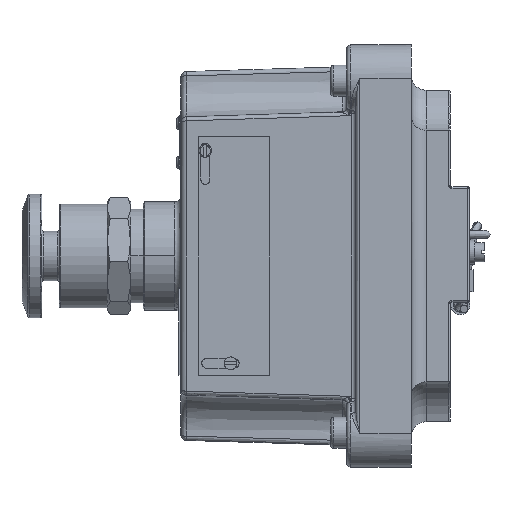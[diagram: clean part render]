
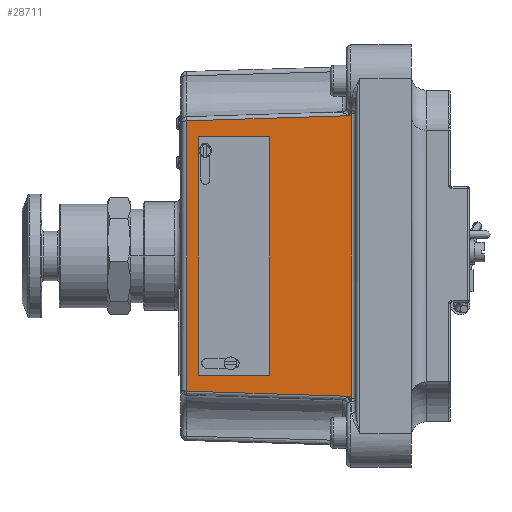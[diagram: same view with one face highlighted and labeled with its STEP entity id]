
A CAD part, left-side view. The second image highlights one B-rep face of the part: STEP entity #28711.
In plain terms, the highlighted planar face has unit normal (-1, 0.03, 0).
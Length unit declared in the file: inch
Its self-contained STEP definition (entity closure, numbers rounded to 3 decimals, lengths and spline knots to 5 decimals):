
#433 = DIRECTION ( 'NONE',  ( 0.031, 1., 0. ) ) ;
#704 = VECTOR ( 'NONE', #32312, 39.37008 ) ;
#722 = VERTEX_POINT ( 'NONE', #17449 ) ;
#1033 = CARTESIAN_POINT ( 'NONE',  ( -1.52296, 0.76683, -2.235 ) ) ;
#1131 = ORIENTED_EDGE ( 'NONE', *, *, #5545, .F. ) ;
#1223 = CARTESIAN_POINT ( 'NONE',  ( -1.48099, 2.14043, 1.72064 ) ) ;
#2213 = CARTESIAN_POINT ( 'NONE',  ( -1.52296, 0.76683, -1.78894 ) ) ;
#2400 = EDGE_CURVE ( 'NONE', #18907, #24985, #10416, .T. ) ;
#2837 = VECTOR ( 'NONE', #18847, 39.37008 ) ;
#3829 = DIRECTION ( 'NONE',  ( -1., 0.031, 0. ) ) ;
#4130 = EDGE_CURVE ( 'NONE', #33122, #18907, #36290, .T. ) ;
#4571 = FACE_BOUND ( 'NONE', #21640, .T. ) ;
#4867 = CARTESIAN_POINT ( 'NONE',  ( -1.52321, 0.75867, -1.78897 ) ) ;
#4906 = VECTOR ( 'NONE', #26980, 39.37008 ) ;
#5215 = CARTESIAN_POINT ( 'NONE',  ( -1.52296, 0.76683, 1.78894 ) ) ;
#5545 = EDGE_CURVE ( 'NONE', #6495, #22527, #26818, .T. ) ;
#5584 = CARTESIAN_POINT ( 'NONE',  ( -1.49176, 1.78801, 1.5 ) ) ;
#6495 = VERTEX_POINT ( 'NONE', #22804 ) ;
#6677 =( BOUNDED_CURVE ( )  B_SPLINE_CURVE ( 3, ( #24823, #4867, #27462, #7688 ),
 .UNSPECIFIED., .F., .F. ) 
 B_SPLINE_CURVE_WITH_KNOTS ( ( 4, 4 ),
 ( 5.0328, 5.03384 ),
 .UNSPECIFIED. ) 
 CURVE ( )  GEOMETRIC_REPRESENTATION_ITEM ( )  RATIONAL_B_SPLINE_CURVE ( ( 1., 1., 1., 1. ) ) 
 REPRESENTATION_ITEM ( '' )  );
#6724 = CARTESIAN_POINT ( 'NONE',  ( -1.52336, 0.75357, 1.78902 ) ) ;
#6839 = AXIS2_PLACEMENT_3D ( 'NONE', #20909, #3829, #23809 ) ;
#6931 = B_SPLINE_CURVE_WITH_KNOTS ( 'NONE', 3,
 ( #13631, #30722, #7891, #33589 ),
 .UNSPECIFIED., .F., .F.,
 ( 4, 4 ),
 ( 0., 0.00008 ),
 .UNSPECIFIED. ) ;
#6946 = CARTESIAN_POINT ( 'NONE',  ( -1.46458, 2.6776, -1.5 ) ) ;
#7147 = CARTESIAN_POINT ( 'NONE',  ( -1.46001, 2.82729, 1.70024 ) ) ;
#7613 = CARTESIAN_POINT ( 'NONE',  ( -1.49176, 1.78801, -1.5 ) ) ;
#7688 = CARTESIAN_POINT ( 'NONE',  ( -1.52352, 0.74847, -1.78908 ) ) ;
#7736 = DIRECTION ( 'NONE',  ( 0., 0., -1. ) ) ;
#7891 = CARTESIAN_POINT ( 'NONE',  ( -1.52299, 0.76581, 1.78892 ) ) ;
#7918 = EDGE_CURVE ( 'NONE', #8493, #23996, #18017, .T. ) ;
#8493 = VERTEX_POINT ( 'NONE', #20787 ) ;
#8569 = ORIENTED_EDGE ( 'NONE', *, *, #20518, .T. ) ;
#8779 = EDGE_CURVE ( 'NONE', #31855, #13393, #6931, .T. ) ;
#9326 = CARTESIAN_POINT ( 'NONE',  ( -1.52296, 0.76683, -1.78894 ) ) ;
#9381 = B_SPLINE_CURVE_WITH_KNOTS ( 'NONE', 3,
 ( #30278, #27437, #33133, #16045 ),
 .UNSPECIFIED., .F., .F.,
 ( 4, 4 ),
 ( 0., 0.05239 ),
 .UNSPECIFIED. ) ;
#9439 = CARTESIAN_POINT ( 'NONE',  ( -1.52352, 0.74847, 1.82708 ) ) ;
#9552 = EDGE_CURVE ( 'NONE', #13393, #33122, #15970, .T. ) ;
#9554 = EDGE_CURVE ( 'NONE', #31176, #31855, #14030, .T. ) ;
#9707 = CARTESIAN_POINT ( 'NONE',  ( -1.52305, 0.76377, 1.78892 ) ) ;
#9789 = VERTEX_POINT ( 'NONE', #5584 ) ;
#10352 = DIRECTION ( 'NONE',  ( 0., 0., 1. ) ) ;
#10376 = VECTOR ( 'NONE', #7736, 39.37008 ) ;
#10416 = LINE ( 'NONE', #15957, #2837 ) ;
#10675 = VECTOR ( 'NONE', #10352, 39.37008 ) ;
#10990 = EDGE_CURVE ( 'NONE', #24985, #8493, #9381, .T. ) ;
#11341 = CARTESIAN_POINT ( 'NONE',  ( -1.52305, 0.76377, -1.78892 ) ) ;
#12738 = ORIENTED_EDGE ( 'NONE', *, *, #4130, .T. ) ;
#13393 = VERTEX_POINT ( 'NONE', #5215 ) ;
#13631 = CARTESIAN_POINT ( 'NONE',  ( -1.52305, 0.76377, 1.78892 ) ) ;
#14030 =( BOUNDED_CURVE ( )  B_SPLINE_CURVE ( 3, ( #32438, #6724, #26875, #9707 ),
 .UNSPECIFIED., .F., .T. ) 
 B_SPLINE_CURVE_WITH_KNOTS ( ( 4, 4 ),
 ( 1.24934, 1.25039 ),
 .UNSPECIFIED. ) 
 CURVE ( )  GEOMETRIC_REPRESENTATION_ITEM ( )  RATIONAL_B_SPLINE_CURVE ( ( 1., 1., 1., 1. ) ) 
 REPRESENTATION_ITEM ( '' )  );
#14073 = LINE ( 'NONE', #34253, #29263 ) ;
#14684 = CARTESIAN_POINT ( 'NONE',  ( -1.52296, 0.76683, 1.76543 ) ) ;
#15040 = EDGE_CURVE ( 'NONE', #29644, #31176, #33773, .T. ) ;
#15080 = CARTESIAN_POINT ( 'NONE',  ( -1.52305, 0.76377, -1.78892 ) ) ;
#15957 = CARTESIAN_POINT ( 'NONE',  ( -1.46001, 2.82729, -1.74889 ) ) ;
#15970 = LINE ( 'NONE', #1033, #704 ) ;
#16045 = CARTESIAN_POINT ( 'NONE',  ( -1.52296, 0.76683, -1.76543 ) ) ;
#16806 = ORIENTED_EDGE ( 'NONE', *, *, #26021, .T. ) ;
#16928 = CARTESIAN_POINT ( 'NONE',  ( -1.46001, 2.82729, -1.70024 ) ) ;
#17449 = CARTESIAN_POINT ( 'NONE',  ( -1.46458, 2.6776, 1.5 ) ) ;
#17706 = ORIENTED_EDGE ( 'NONE', *, *, #9552, .T. ) ;
#18017 = LINE ( 'NONE', #24862, #10376 ) ;
#18151 = B_SPLINE_CURVE_WITH_KNOTS ( 'NONE', 3,
 ( #9326, #26482, #32168, #15080 ),
 .UNSPECIFIED., .F., .F.,
 ( 4, 4 ),
 ( 0., 0.00008 ),
 .UNSPECIFIED. ) ;
#18847 = DIRECTION ( 'NONE',  ( 0., 0., -1. ) ) ;
#18907 = VERTEX_POINT ( 'NONE', #34553 ) ;
#19793 = DIRECTION ( 'NONE',  ( 0., 0., -1. ) ) ;
#20504 = CARTESIAN_POINT ( 'NONE',  ( -1.46458, 2.6776, 1.5 ) ) ;
#20518 = EDGE_CURVE ( 'NONE', #33932, #29644, #6677, .T. ) ;
#20787 = CARTESIAN_POINT ( 'NONE',  ( -1.52296, 0.76683, -1.76543 ) ) ;
#20909 = CARTESIAN_POINT ( 'NONE',  ( -1.525, 0.7, -2.235 ) ) ;
#21640 = EDGE_LOOP ( 'NONE', ( #1131, #30817, #34286, #34001 ) ) ;
#22527 = VERTEX_POINT ( 'NONE', #7613 ) ;
#22804 = CARTESIAN_POINT ( 'NONE',  ( -1.46458, 2.6776, -1.5 ) ) ;
#23397 = VECTOR ( 'NONE', #433, 39.37008 ) ;
#23508 = ORIENTED_EDGE ( 'NONE', *, *, #8779, .T. ) ;
#23557 = PLANE ( 'NONE',  #6839 ) ;
#23809 = DIRECTION ( 'NONE',  ( -0.031, -1., 0. ) ) ;
#23996 = VERTEX_POINT ( 'NONE', #2213 ) ;
#24285 = CARTESIAN_POINT ( 'NONE',  ( -1.52296, 0.76683, 1.76543 ) ) ;
#24823 = CARTESIAN_POINT ( 'NONE',  ( -1.52305, 0.76377, -1.78892 ) ) ;
#24862 = CARTESIAN_POINT ( 'NONE',  ( -1.52296, 0.76683, -1.82623 ) ) ;
#24985 = VERTEX_POINT ( 'NONE', #16928 ) ;
#25098 = ORIENTED_EDGE ( 'NONE', *, *, #7918, .T. ) ;
#26021 = EDGE_CURVE ( 'NONE', #23996, #33932, #18151, .T. ) ;
#26469 = FACE_OUTER_BOUND ( 'NONE', #29353, .T. ) ;
#26482 = CARTESIAN_POINT ( 'NONE',  ( -1.52299, 0.76581, -1.78892 ) ) ;
#26818 = LINE ( 'NONE', #6946, #4906 ) ;
#26875 = CARTESIAN_POINT ( 'NONE',  ( -1.52321, 0.75867, 1.78897 ) ) ;
#26980 = DIRECTION ( 'NONE',  ( -0.031, -1., 0. ) ) ;
#27266 = ORIENTED_EDGE ( 'NONE', *, *, #2400, .T. ) ;
#27437 = CARTESIAN_POINT ( 'NONE',  ( -1.48099, 2.14043, -1.72064 ) ) ;
#27462 = CARTESIAN_POINT ( 'NONE',  ( -1.52336, 0.75357, -1.78902 ) ) ;
#27499 = CARTESIAN_POINT ( 'NONE',  ( -1.49176, 1.78801, -1.5 ) ) ;
#28711 = ADVANCED_FACE ( 'NONE', ( #26469, #4571 ), #23557, .T. ) ;
#29263 = VECTOR ( 'NONE', #19793, 39.37008 ) ;
#29353 = EDGE_LOOP ( 'NONE', ( #25098, #16806, #8569, #36374, #29436, #23508, #17706, #12738, #27266, #35001 ) ) ;
#29419 = DIRECTION ( 'NONE',  ( 0., 0., 1. ) ) ;
#29436 = ORIENTED_EDGE ( 'NONE', *, *, #9554, .T. ) ;
#29644 = VERTEX_POINT ( 'NONE', #36420 ) ;
#30014 = EDGE_CURVE ( 'NONE', #22527, #9789, #33458, .T. ) ;
#30278 = CARTESIAN_POINT ( 'NONE',  ( -1.46001, 2.82729, -1.70024 ) ) ;
#30722 = CARTESIAN_POINT ( 'NONE',  ( -1.52302, 0.76479, 1.78891 ) ) ;
#30817 = ORIENTED_EDGE ( 'NONE', *, *, #37077, .F. ) ;
#30934 = LINE ( 'NONE', #20504, #23397 ) ;
#31176 = VERTEX_POINT ( 'NONE', #36303 ) ;
#31855 = VERTEX_POINT ( 'NONE', #32861 ) ;
#32168 = CARTESIAN_POINT ( 'NONE',  ( -1.52302, 0.76479, -1.78891 ) ) ;
#32312 = DIRECTION ( 'NONE',  ( 0., 0., -1. ) ) ;
#32438 = CARTESIAN_POINT ( 'NONE',  ( -1.52352, 0.74847, 1.78908 ) ) ;
#32737 = CARTESIAN_POINT ( 'NONE',  ( -1.50198, 1.4536, 1.74219 ) ) ;
#32861 = CARTESIAN_POINT ( 'NONE',  ( -1.52305, 0.76377, 1.78892 ) ) ;
#33122 = VERTEX_POINT ( 'NONE', #14684 ) ;
#33133 = CARTESIAN_POINT ( 'NONE',  ( -1.50198, 1.4536, -1.74219 ) ) ;
#33458 = LINE ( 'NONE', #27499, #10675 ) ;
#33549 = EDGE_CURVE ( 'NONE', #9789, #722, #30934, .T. ) ;
#33589 = CARTESIAN_POINT ( 'NONE',  ( -1.52296, 0.76683, 1.78894 ) ) ;
#33773 = LINE ( 'NONE', #9439, #35546 ) ;
#33932 = VERTEX_POINT ( 'NONE', #11341 ) ;
#34001 = ORIENTED_EDGE ( 'NONE', *, *, #30014, .F. ) ;
#34253 = CARTESIAN_POINT ( 'NONE',  ( -1.46458, 2.6776, -1.5 ) ) ;
#34286 = ORIENTED_EDGE ( 'NONE', *, *, #33549, .F. ) ;
#34553 = CARTESIAN_POINT ( 'NONE',  ( -1.46001, 2.82729, 1.70024 ) ) ;
#35001 = ORIENTED_EDGE ( 'NONE', *, *, #10990, .T. ) ;
#35546 = VECTOR ( 'NONE', #29419, 39.37008 ) ;
#36290 = B_SPLINE_CURVE_WITH_KNOTS ( 'NONE', 3,
 ( #24285, #32737, #1223, #7147 ),
 .UNSPECIFIED., .F., .F.,
 ( 4, 4 ),
 ( -0.00123, 0.05115 ),
 .UNSPECIFIED. ) ;
#36303 = CARTESIAN_POINT ( 'NONE',  ( -1.52352, 0.74847, 1.78908 ) ) ;
#36374 = ORIENTED_EDGE ( 'NONE', *, *, #15040, .T. ) ;
#36420 = CARTESIAN_POINT ( 'NONE',  ( -1.52352, 0.74847, -1.78908 ) ) ;
#37077 = EDGE_CURVE ( 'NONE', #722, #6495, #14073, .T. ) ;
